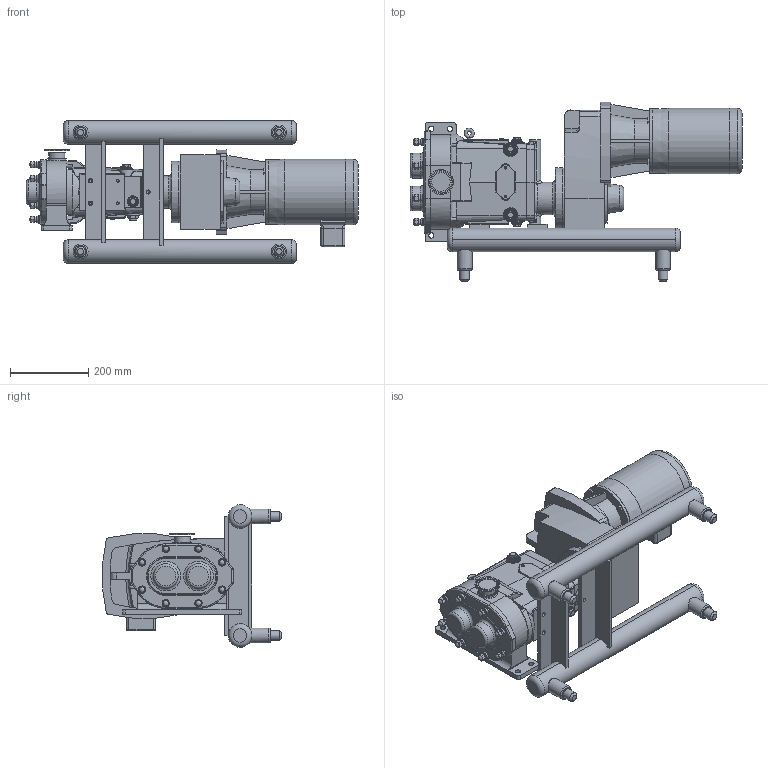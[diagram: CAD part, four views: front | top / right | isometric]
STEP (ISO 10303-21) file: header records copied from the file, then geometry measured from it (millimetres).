
FILE_DESCRIPTION(/* description */ (''),/* implementation_level */ '2;1');
FILE_NAME(/* name */ 'U1_034U1_56C_(1.87 x 6.9)x2.0_S-Line_0.5HP_LH_SM.stp',/* time_stamp */ '2021-05-24T16:21:02+06:00',/* author */ ('trtmhr'),/* organization */ (''),/* preprocessor_version */ 'ST-DEVELOPER v18.1',/* originating_system */ 'Autodesk Inventor 2020',/* authorisation */ '');
FILE_SCHEMA (('AUTOMOTIVE_DESIGN { 1 0 10303 214 3 1 1 }'));
Length unit declared in the file: inch
Products named in the file (1): U1_034U1_56C_(1.87 x 6.9)x2.0_S-Line_0.5HP_LH_SM
Bounding box: 850.06 x 458.45 x 365.12 mm (x, y, z)
Volume: 26517375.1 mm3; surface area: 1261777.4 mm2
Topology: 4 solids, 4 shells, 1069 faces, 2832 edges, 1847 vertices
Faces by surface type: plane 508, cylinder 295, bspline 102, torus 89, cone 59, sphere 16
Full cylindrical faces by diameter (mm): 6.35 x4, 7.62 x2, 7.798 x1, 10.312 x3, 13.487 x4, 14.275 x8, 15.24 x1, 19.05 x8, 23.876 x3, 25.4 x9, 29.21 x2, 31.75 x3, 35.052 x6, 38.1 x4, 41.275 x1, 42.291 x1, 46.838 x1, 47.625 x1, 63.5 x2, 64.008 x1, 82.55 x1, 158.217 x1, 158.242 x1, 165.989 x1, 167.945 x1, 167.97 x1
Entity records: 36337 total; most frequent: CARTESIAN_POINT 9582, ORIENTED_EDGE 5638, DIRECTION 5559, EDGE_CURVE 2819, AXIS2_PLACEMENT_3D 2082, VERTEX_POINT 1847, LINE 1395, VECTOR 1395
